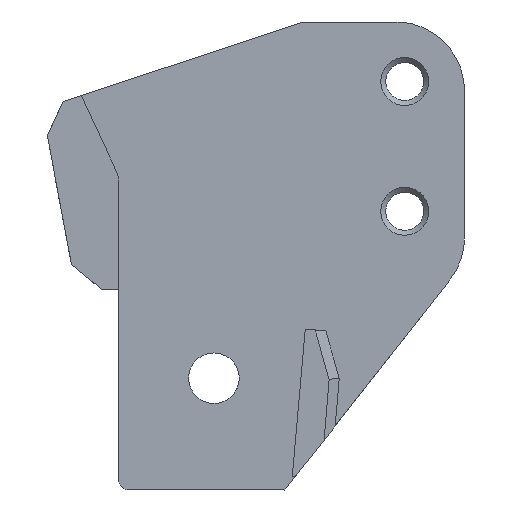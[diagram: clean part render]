
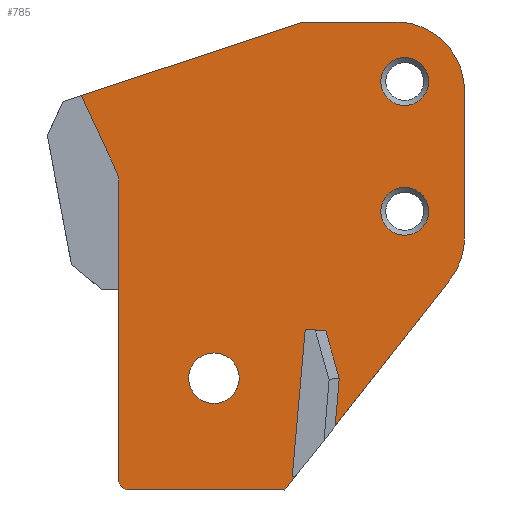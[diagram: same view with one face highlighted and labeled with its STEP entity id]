
A CAD part, front view. The second image highlights one B-rep face of the part: STEP entity #785.
In plain terms, the highlighted planar face has unit normal (0, -1, 0).
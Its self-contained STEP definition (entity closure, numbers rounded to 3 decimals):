
#25=FACE_BOUND('',#109,.T.);
#26=FACE_BOUND('',#110,.T.);
#27=FACE_BOUND('',#111,.T.);
#33=PLANE('',#844);
#65=FACE_OUTER_BOUND('',#108,.T.);
#108=EDGE_LOOP('',(#556,#557,#558,#559,#560,#561,#562,#563,#564,#565,#566,
#567,#568,#569,#570,#571,#572,#573,#574,#575));
#109=EDGE_LOOP('',(#576));
#110=EDGE_LOOP('',(#577));
#111=EDGE_LOOP('',(#578));
#159=LINE('',#1151,#247);
#160=LINE('',#1153,#248);
#161=LINE('',#1157,#249);
#162=LINE('',#1159,#250);
#163=LINE('',#1161,#251);
#164=LINE('',#1165,#252);
#165=LINE('',#1167,#253);
#166=LINE('',#1171,#254);
#167=LINE('',#1173,#255);
#168=LINE('',#1175,#256);
#169=LINE('',#1177,#257);
#170=LINE('',#1179,#258);
#171=LINE('',#1183,#259);
#172=LINE('',#1188,#260);
#247=VECTOR('',#922,10.);
#248=VECTOR('',#923,10.);
#249=VECTOR('',#926,10.);
#250=VECTOR('',#927,10.);
#251=VECTOR('',#928,10.);
#252=VECTOR('',#931,10.);
#253=VECTOR('',#932,10.);
#254=VECTOR('',#935,10.);
#255=VECTOR('',#936,10.);
#256=VECTOR('',#937,10.);
#257=VECTOR('',#938,10.);
#258=VECTOR('',#939,10.);
#259=VECTOR('',#942,10.);
#260=VECTOR('',#947,10.);
#334=CIRCLE('',#842,1.2);
#336=CIRCLE('',#845,1.6);
#337=CIRCLE('',#846,0.5);
#338=CIRCLE('',#847,0.1);
#339=CIRCLE('',#848,3.5);
#340=CIRCLE('',#849,3.5);
#341=CIRCLE('',#850,3.5);
#342=CIRCLE('',#851,1.2);
#343=CIRCLE('',#852,1.265);
#361=VERTEX_POINT('',#1143);
#363=VERTEX_POINT('',#1149);
#364=VERTEX_POINT('',#1150);
#365=VERTEX_POINT('',#1152);
#366=VERTEX_POINT('',#1154);
#367=VERTEX_POINT('',#1156);
#368=VERTEX_POINT('',#1158);
#369=VERTEX_POINT('',#1160);
#370=VERTEX_POINT('',#1162);
#371=VERTEX_POINT('',#1164);
#372=VERTEX_POINT('',#1166);
#373=VERTEX_POINT('',#1168);
#374=VERTEX_POINT('',#1170);
#375=VERTEX_POINT('',#1172);
#376=VERTEX_POINT('',#1174);
#377=VERTEX_POINT('',#1176);
#378=VERTEX_POINT('',#1178);
#379=VERTEX_POINT('',#1180);
#380=VERTEX_POINT('',#1182);
#381=VERTEX_POINT('',#1184);
#382=VERTEX_POINT('',#1186);
#383=VERTEX_POINT('',#1189);
#384=VERTEX_POINT('',#1191);
#437=EDGE_CURVE('',#361,#361,#334,.T.);
#440=EDGE_CURVE('',#363,#364,#159,.T.);
#441=EDGE_CURVE('',#365,#363,#160,.T.);
#442=EDGE_CURVE('',#365,#366,#336,.T.);
#443=EDGE_CURVE('',#367,#366,#161,.T.);
#444=EDGE_CURVE('',#368,#367,#162,.T.);
#445=EDGE_CURVE('',#369,#368,#163,.T.);
#446=EDGE_CURVE('',#370,#369,#337,.T.);
#447=EDGE_CURVE('',#371,#370,#164,.T.);
#448=EDGE_CURVE('',#372,#371,#165,.T.);
#449=EDGE_CURVE('',#373,#372,#338,.F.);
#450=EDGE_CURVE('',#374,#373,#166,.T.);
#451=EDGE_CURVE('',#375,#374,#167,.T.);
#452=EDGE_CURVE('',#376,#375,#168,.T.);
#453=EDGE_CURVE('',#377,#376,#169,.T.);
#454=EDGE_CURVE('',#378,#377,#170,.T.);
#455=EDGE_CURVE('',#379,#378,#339,.T.);
#456=EDGE_CURVE('',#379,#380,#171,.T.);
#457=EDGE_CURVE('',#381,#380,#340,.T.);
#458=EDGE_CURVE('',#382,#381,#341,.T.);
#459=EDGE_CURVE('',#364,#382,#172,.T.);
#460=EDGE_CURVE('',#383,#383,#342,.T.);
#461=EDGE_CURVE('',#384,#384,#343,.T.);
#556=ORIENTED_EDGE('',*,*,#440,.F.);
#557=ORIENTED_EDGE('',*,*,#441,.F.);
#558=ORIENTED_EDGE('',*,*,#442,.T.);
#559=ORIENTED_EDGE('',*,*,#443,.F.);
#560=ORIENTED_EDGE('',*,*,#444,.F.);
#561=ORIENTED_EDGE('',*,*,#445,.F.);
#562=ORIENTED_EDGE('',*,*,#446,.F.);
#563=ORIENTED_EDGE('',*,*,#447,.F.);
#564=ORIENTED_EDGE('',*,*,#448,.F.);
#565=ORIENTED_EDGE('',*,*,#449,.F.);
#566=ORIENTED_EDGE('',*,*,#450,.F.);
#567=ORIENTED_EDGE('',*,*,#451,.F.);
#568=ORIENTED_EDGE('',*,*,#452,.F.);
#569=ORIENTED_EDGE('',*,*,#453,.F.);
#570=ORIENTED_EDGE('',*,*,#454,.F.);
#571=ORIENTED_EDGE('',*,*,#455,.F.);
#572=ORIENTED_EDGE('',*,*,#456,.T.);
#573=ORIENTED_EDGE('',*,*,#457,.F.);
#574=ORIENTED_EDGE('',*,*,#458,.F.);
#575=ORIENTED_EDGE('',*,*,#459,.F.);
#576=ORIENTED_EDGE('',*,*,#460,.F.);
#577=ORIENTED_EDGE('',*,*,#461,.F.);
#578=ORIENTED_EDGE('',*,*,#437,.F.);
#785=ADVANCED_FACE('',(#65,#25,#26,#27),#33,.T.);
#842=AXIS2_PLACEMENT_3D('',#1144,#915,#916);
#844=AXIS2_PLACEMENT_3D('',#1148,#920,#921);
#845=AXIS2_PLACEMENT_3D('',#1155,#924,#925);
#846=AXIS2_PLACEMENT_3D('',#1163,#929,#930);
#847=AXIS2_PLACEMENT_3D('',#1169,#933,#934);
#848=AXIS2_PLACEMENT_3D('',#1181,#940,#941);
#849=AXIS2_PLACEMENT_3D('',#1185,#943,#944);
#850=AXIS2_PLACEMENT_3D('',#1187,#945,#946);
#851=AXIS2_PLACEMENT_3D('',#1190,#948,#949);
#852=AXIS2_PLACEMENT_3D('',#1192,#950,#951);
#915=DIRECTION('center_axis',(0.,-1.,0.));
#916=DIRECTION('ref_axis',(-1.,0.,0.));
#920=DIRECTION('center_axis',(0.,-1.,0.));
#921=DIRECTION('ref_axis',(-0.088,0.,-0.996));
#922=DIRECTION('',(0.95,0.,0.314));
#923=DIRECTION('',(-0.422,0.,0.907));
#924=DIRECTION('center_axis',(0.,1.,0.));
#925=DIRECTION('ref_axis',(-1.,0.,0.));
#926=DIRECTION('',(0.,0.,1.));
#927=DIRECTION('',(1.,0.,0.));
#928=DIRECTION('',(0.,0.,1.));
#929=DIRECTION('center_axis',(0.,1.,0.));
#930=DIRECTION('ref_axis',(-0.707,0.,-0.707));
#931=DIRECTION('',(-1.,0.,0.));
#932=DIRECTION('',(-0.617,0.,-0.787));
#933=DIRECTION('center_axis',(0.,1.,0.));
#934=DIRECTION('ref_axis',(-0.368,0.,-0.93));
#935=DIRECTION('',(-0.088,0.,-0.996));
#936=DIRECTION('',(-0.997,0.,0.083));
#937=DIRECTION('',(-0.272,0.,0.962));
#938=DIRECTION('',(0.083,0.,0.997));
#939=DIRECTION('',(-0.617,0.,-0.787));
#940=DIRECTION('center_axis',(0.,1.,0.));
#941=DIRECTION('ref_axis',(0.945,0.,-0.327));
#942=DIRECTION('',(0.,0.,1.));
#943=DIRECTION('center_axis',(0.,1.,0.));
#944=DIRECTION('ref_axis',(0.737,0.,0.675));
#945=DIRECTION('center_axis',(0.,1.,0.));
#946=DIRECTION('ref_axis',(0.737,0.,0.675));
#947=DIRECTION('',(1.,0.,0.));
#948=DIRECTION('center_axis',(0.,-1.,0.));
#949=DIRECTION('ref_axis',(-1.,0.,0.));
#950=DIRECTION('center_axis',(0.,-1.,0.));
#951=DIRECTION('ref_axis',(-1.,0.,0.));
#1143=CARTESIAN_POINT('',(47.119,15.5,20.458));
#1144=CARTESIAN_POINT('Origin',(45.919,15.5,20.458));
#1148=CARTESIAN_POINT('Origin',(41.634,15.5,16.022));
#1149=CARTESIAN_POINT('',(29.713,15.5,19.76));
#1150=CARTESIAN_POINT('',(40.848,15.5,23.439));
#1151=CARTESIAN_POINT('',(36.826,15.5,22.11));
#1152=CARTESIAN_POINT('',(31.451,15.5,16.022));
#1153=CARTESIAN_POINT('',(31.451,15.5,16.022));
#1154=CARTESIAN_POINT('',(31.6,15.5,15.347));
#1155=CARTESIAN_POINT('Origin',(30.,15.5,15.347));
#1156=CARTESIAN_POINT('',(31.6,15.5,10.022));
#1157=CARTESIAN_POINT('',(31.6,15.5,0.5));
#1158=CARTESIAN_POINT('',(31.596,15.5,10.022));
#1159=CARTESIAN_POINT('',(36.293,15.5,10.022));
#1160=CARTESIAN_POINT('',(31.596,15.5,0.5));
#1161=CARTESIAN_POINT('',(31.596,15.5,16.022));
#1162=CARTESIAN_POINT('',(32.096,15.5,0.));
#1163=CARTESIAN_POINT('Origin',(32.096,15.5,0.5));
#1164=CARTESIAN_POINT('',(39.919,15.5,0.));
#1165=CARTESIAN_POINT('',(39.766,15.5,0.));
#1166=CARTESIAN_POINT('',(40.47,15.5,0.702));
#1167=CARTESIAN_POINT('',(46.355,15.5,8.201));
#1168=CARTESIAN_POINT('',(40.292,15.5,0.773));
#1169=CARTESIAN_POINT('Origin',(40.391,15.5,0.764));
#1170=CARTESIAN_POINT('',(40.933,15.5,8.055));
#1171=CARTESIAN_POINT('',(40.933,15.5,8.055));
#1172=CARTESIAN_POINT('',(41.963,15.5,7.97));
#1173=CARTESIAN_POINT('',(41.45,15.5,8.012));
#1174=CARTESIAN_POINT('',(42.635,15.5,5.596));
#1175=CARTESIAN_POINT('',(41.046,15.5,11.214));
#1176=CARTESIAN_POINT('',(42.436,15.5,3.207));
#1177=CARTESIAN_POINT('',(42.826,15.5,7.896));
#1178=CARTESIAN_POINT('',(48.172,15.5,10.516));
#1179=CARTESIAN_POINT('',(46.355,15.5,8.201));
#1180=CARTESIAN_POINT('',(48.919,15.5,12.677));
#1181=CARTESIAN_POINT('Origin',(45.419,15.5,12.677));
#1182=CARTESIAN_POINT('',(48.919,15.5,19.953));
#1183=CARTESIAN_POINT('',(48.919,15.5,20.838));
#1184=CARTESIAN_POINT('',(45.731,15.5,23.439));
#1185=CARTESIAN_POINT('Origin',(45.419,15.5,19.953));
#1186=CARTESIAN_POINT('',(45.731,15.5,23.439));
#1187=CARTESIAN_POINT('Origin',(45.419,15.5,19.953));
#1188=CARTESIAN_POINT('',(35.242,15.5,23.439));
#1189=CARTESIAN_POINT('',(47.119,15.5,13.958));
#1190=CARTESIAN_POINT('Origin',(45.919,15.5,13.958));
#1191=CARTESIAN_POINT('',(37.626,15.5,5.6));
#1192=CARTESIAN_POINT('Origin',(36.362,15.5,5.6));
